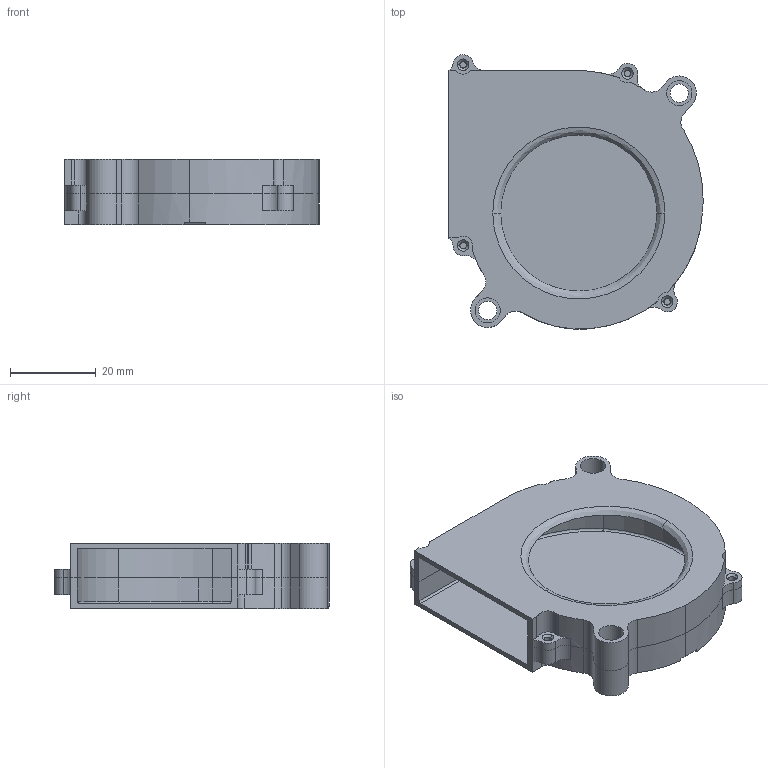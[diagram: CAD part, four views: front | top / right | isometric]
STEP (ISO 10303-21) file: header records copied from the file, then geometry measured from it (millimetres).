
FILE_DESCRIPTION(('FreeCAD Model'),'2;1');
FILE_NAME('ODB6015.stp','2020-07-23T13:51:06' ,('Author'),(''),'Open CASCADE STEP processor 7.3','FreeCAD','Unknown' );
FILE_SCHEMA(('AUTOMOTIVE_DESIGN { 1 0 10303 214 1 1 1 1 }'));
Length unit declared in the file: millimetre
Products named in the file (2): COVER; BASE
Bounding box: 59.25 x 63.97 x 15.2 mm (x, y, z)
Volume: 10162.8 mm3; surface area: 16264 mm2
Topology: 2 solids, 2 shells, 232 faces, 640 edges, 422 vertices
Faces by surface type: cylinder 149, plane 68, cone 8, bspline 7
Entity records: 18935 total; most frequent: CARTESIAN_POINT 6290, DIRECTION 2449, ORIENTED_EDGE 1280, PCURVE 1280, DEFINITIONAL_REPRESENTATION 1280, LINE 1240, VECTOR 1240, EDGE_CURVE 640
